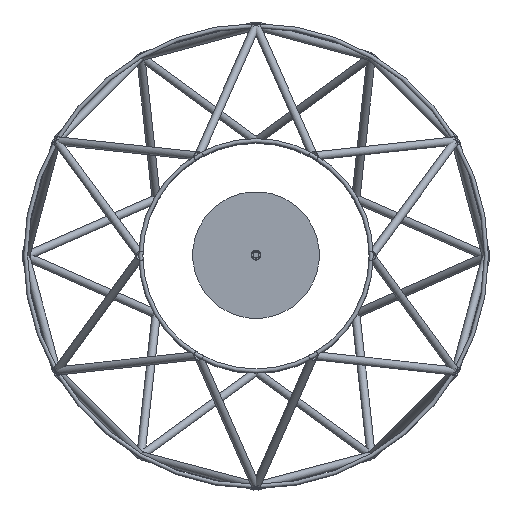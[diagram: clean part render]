
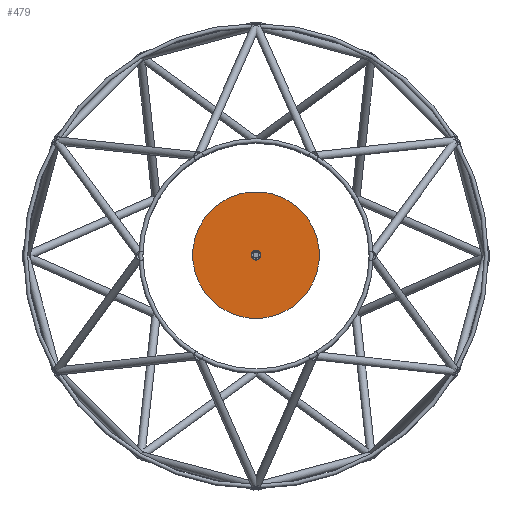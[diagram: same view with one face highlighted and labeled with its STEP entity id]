
A CAD part, top view. The second image highlights one B-rep face of the part: STEP entity #479.
In plain terms, the highlighted planar face has unit normal (0, 0, 1).
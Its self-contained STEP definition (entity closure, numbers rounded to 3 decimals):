
#279=PLANE('',#1465);
#479=ADVANCED_FACE('',(#615,#616),#279,.F.);
#615=FACE_BOUND('',#793,.T.);
#616=FACE_BOUND('',#794,.T.);
#793=EDGE_LOOP('',(#971));
#794=EDGE_LOOP('',(#972));
#971=ORIENTED_EDGE('',*,*,#1164,.T.);
#972=ORIENTED_EDGE('',*,*,#1165,.T.);
#1075=VERTEX_POINT('',#2209);
#1076=VERTEX_POINT('',#2211);
#1164=EDGE_CURVE('',#1075,#1075,#1253,.T.);
#1165=EDGE_CURVE('',#1076,#1076,#1254,.T.);
#1253=CIRCLE('',#1463,7.7);
#1254=CIRCLE('',#1464,0.6);
#1463=AXIS2_PLACEMENT_3D('',#2208,#1883,#1884);
#1464=AXIS2_PLACEMENT_3D('',#2210,#1885,#1886);
#1465=AXIS2_PLACEMENT_3D('',#2212,#1887,#1888);
#1883=DIRECTION('',(0.,0.,1.));
#1884=DIRECTION('',(0.966,-0.259,0.));
#1885=DIRECTION('',(0.,0.,-1.));
#1886=DIRECTION('',(-1.,0.,0.));
#1887=DIRECTION('',(0.,0.,-1.));
#1888=DIRECTION('',(-0.966,0.259,0.));
#2208=CARTESIAN_POINT('',(0.,0.,
90.85));
#2209=CARTESIAN_POINT('',(7.438,-1.993,90.85));
#2210=CARTESIAN_POINT('',(0.,0.,
90.85));
#2211=CARTESIAN_POINT('',(-0.6,0.,90.85));
#2212=CARTESIAN_POINT('',(-1.993,-7.438,90.85));
